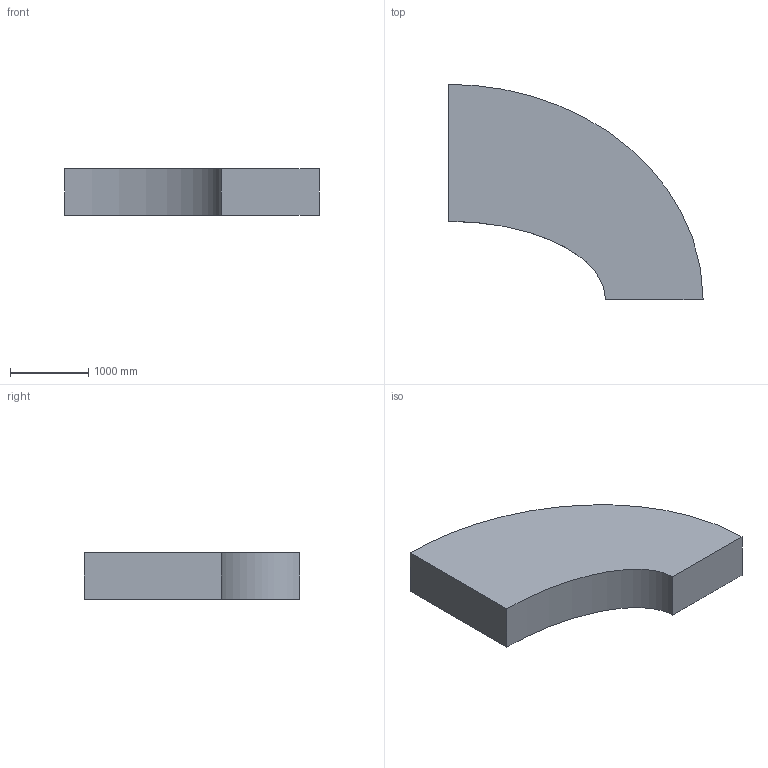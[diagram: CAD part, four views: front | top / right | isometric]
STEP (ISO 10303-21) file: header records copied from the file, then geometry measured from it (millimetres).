
FILE_DESCRIPTION(('CATIA V5 STEP Exchange'),'2;1');
FILE_NAME('le10.stp','2016-09-12T13:54:11+00:00',('none'),('none'),'CATIA Version 5-6 Release 2014 SP6','CATIA V5 STEP AP203','none');
FILE_SCHEMA(('CONFIG_CONTROL_DESIGN'));
Length unit declared in the file: millimetre
Products named in the file (1): Part1
Bounding box: 3250 x 2750 x 600 mm (x, y, z)
Volume: 3269219776.1 mm3; surface area: 16983010.2 mm2
Topology: 1 solids, 1 shells, 6 faces, 12 edges, 8 vertices
Faces by surface type: plane 4, extrusion 2
Entity records: 255 total; most frequent: CARTESIAN_POINT 84, DIRECTION 24, ORIENTED_EDGE 24, EDGE_CURVE 12, VECTOR 10, AXIS2_PLACEMENT_3D 8, LINE 8, VERTEX_POINT 8
